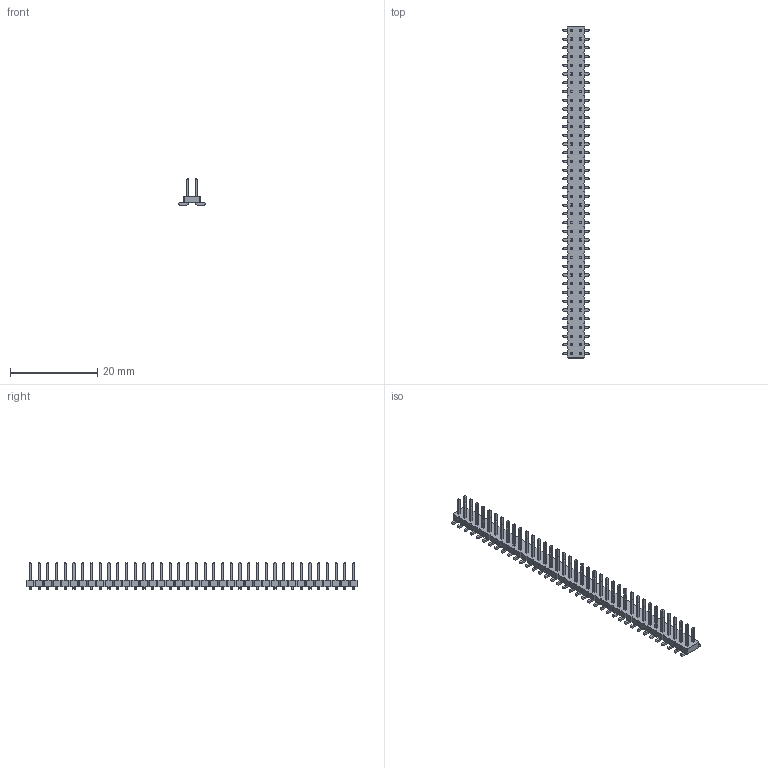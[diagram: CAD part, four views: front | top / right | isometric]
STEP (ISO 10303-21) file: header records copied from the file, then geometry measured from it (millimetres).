
FILE_DESCRIPTION(/* description */ ('model of PinHeader_2x38_P2.00mm_Vertical_SMD'),/* implementation_level */ '2;1');
FILE_NAME(/* name */ 'PinHeader_2x38_P2.00mm_Vertical_SMD.step',/* time_stamp */ '2018-01-24T13:59:42',/* author */ ('kicad StepUp','ksu'),/* organization */ ('FreeCAD'),/* preprocessor_version */ 'OCC',/* originating_system */ 'kicad StepUp',/* authorisation */ '');
FILE_SCHEMA(('AUTOMOTIVE_DESIGN { 1 0 10303 214 1 1 1 1 }'));
Length unit declared in the file: millimetre
Products named in the file (2): PinHeader_2x38_P200mm_Vertical_SMD; Shape0_576766394028
Bounding box: 6.2 x 76 x 6 mm (x, y, z)
Volume: 596.6 mm3; surface area: 2048.3 mm2
Topology: 77 solids, 77 shells, 1524 faces, 3502 edges, 2132 vertices
Faces by surface type: plane 1448, cylinder 76
Entity records: 26936 total; most frequent: ORIENTED_EDGE 5330, CARTESIAN_POINT 4415, EDGE_CURVE 3502, LINE 3350, VERTEX_POINT 2132, AXIS2_PLACEMENT_3D 1639, ADVANCED_FACE 1524, FACE_BOUND 1524
